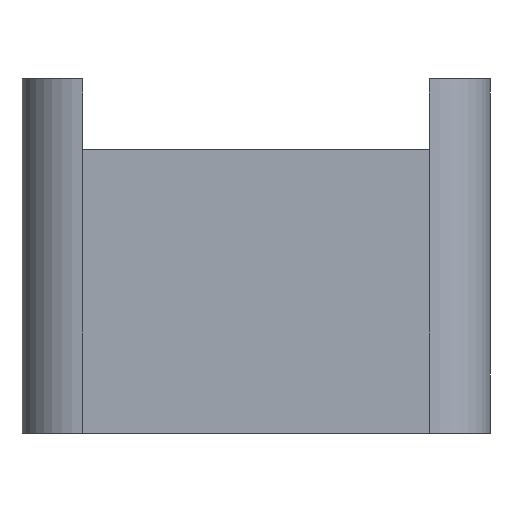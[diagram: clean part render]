
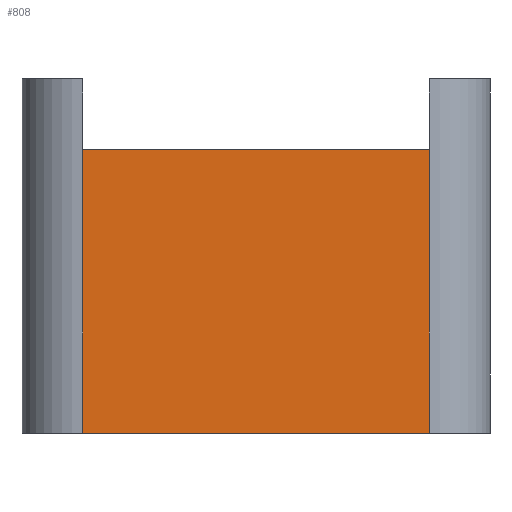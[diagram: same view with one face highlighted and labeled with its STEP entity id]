
A CAD part, front view. The second image highlights one B-rep face of the part: STEP entity #808.
In plain terms, the highlighted planar face has unit normal (0, -1, 0).
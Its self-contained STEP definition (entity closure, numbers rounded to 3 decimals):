
#144 = VERTEX_POINT('',#145);
#145 = CARTESIAN_POINT('',(9.779,-30.734,0.));
#152 = EDGE_CURVE('',#144,#153,#155,.T.);
#153 = VERTEX_POINT('',#154);
#154 = CARTESIAN_POINT('',(-9.779,-30.734,0.));
#155 = LINE('',#156,#157);
#156 = CARTESIAN_POINT('',(9.779,-30.734,0.));
#157 = VECTOR('',#158,1.);
#158 = DIRECTION('',(-1.,0.,0.));
#773 = VERTEX_POINT('',#774);
#774 = CARTESIAN_POINT('',(-9.779,-30.734,16.));
#780 = EDGE_CURVE('',#153,#773,#781,.T.);
#781 = LINE('',#782,#783);
#782 = CARTESIAN_POINT('',(-9.779,-30.734,0.));
#783 = VECTOR('',#784,1.);
#784 = DIRECTION('',(0.,0.,1.));
#808 = ADVANCED_FACE('',(#809),#827,.T.);
#809 = FACE_BOUND('',#810,.T.);
#810 = EDGE_LOOP('',(#811,#812,#820,#826));
#811 = ORIENTED_EDGE('',*,*,#152,.F.);
#812 = ORIENTED_EDGE('',*,*,#813,.T.);
#813 = EDGE_CURVE('',#144,#814,#816,.T.);
#814 = VERTEX_POINT('',#815);
#815 = CARTESIAN_POINT('',(9.779,-30.734,16.));
#816 = LINE('',#817,#818);
#817 = CARTESIAN_POINT('',(9.779,-30.734,0.));
#818 = VECTOR('',#819,1.);
#819 = DIRECTION('',(0.,0.,1.));
#820 = ORIENTED_EDGE('',*,*,#821,.T.);
#821 = EDGE_CURVE('',#814,#773,#822,.T.);
#822 = LINE('',#823,#824);
#823 = CARTESIAN_POINT('',(9.779,-30.734,16.));
#824 = VECTOR('',#825,1.);
#825 = DIRECTION('',(-1.,0.,0.));
#826 = ORIENTED_EDGE('',*,*,#780,.F.);
#827 = PLANE('',#828);
#828 = AXIS2_PLACEMENT_3D('',#829,#830,#831);
#829 = CARTESIAN_POINT('',(9.779,-30.734,0.));
#830 = DIRECTION('',(0.,-1.,0.));
#831 = DIRECTION('',(-1.,0.,0.));
